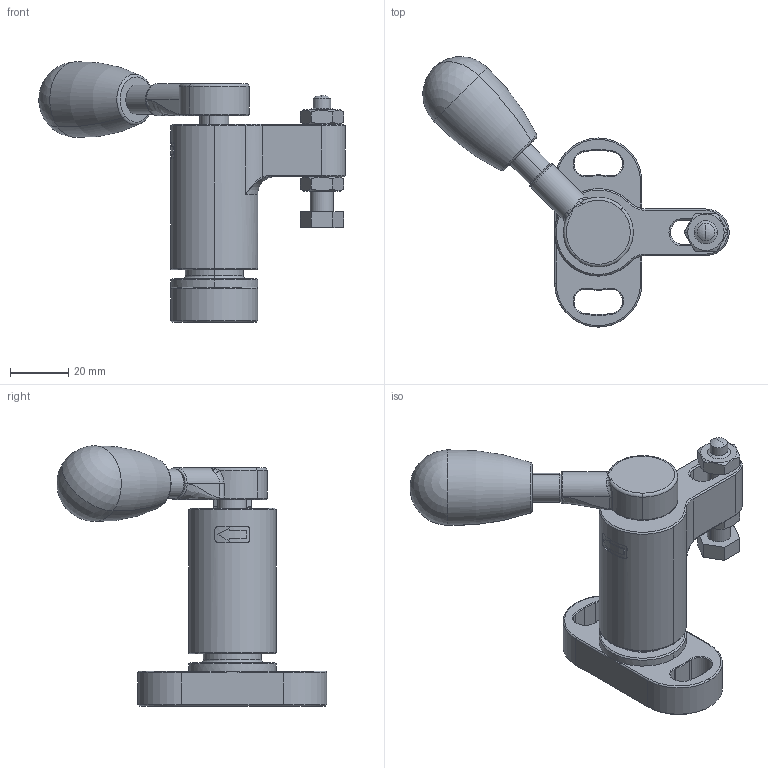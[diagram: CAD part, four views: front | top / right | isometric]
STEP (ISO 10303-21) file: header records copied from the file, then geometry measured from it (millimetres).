
FILE_DESCRIPTION (( 'STEP AP203' ), '1' );
FILE_NAME ('qlswc200r-np.STEP', '2021-10-21T08:37:42', ( '' ), ( '' ), 'SwSTEP 2.0', 'SolidWorks 2020', '' );
FILE_SCHEMA (( 'CONFIG_CONTROL_DESIGN' ));
Length unit declared in the file: millimetre
Products named in the file (7): qlswc200r-np; qlswc200r-np_02; qlswc200r-np_06; qlswc200r-np_04; qlswc200r-np_01; qlswc200r-np_03; qlswc200r-np_05
Assembly tree (6 placements, depth 2):
  qlswc200r-np
    qlswc200r-np_01
    qlswc200r-np_02
    qlswc200r-np_03
    qlswc200r-np_04
    qlswc200r-np_05
    qlswc200r-np_06
Bounding box: 105.33 x 92.76 x 89.47 mm (x, y, z)
Volume: 88193.6 mm3; surface area: 30657.7 mm2
Topology: 6 solids, 6 shells, 238 faces, 557 edges, 326 vertices
Faces by surface type: cylinder 65, plane 64, cone 53, bspline 28, torus 24, sphere 4
Entity records: 8716 total; most frequent: CARTESIAN_POINT 2690, DIRECTION 1151, ORIENTED_EDGE 1082, EDGE_CURVE 541, AXIS2_PLACEMENT_3D 471, VERTEX_POINT 324, EDGE_LOOP 261, CIRCLE 252
